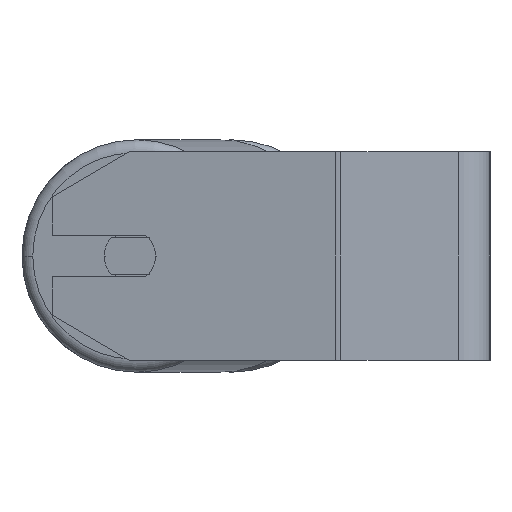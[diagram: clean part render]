
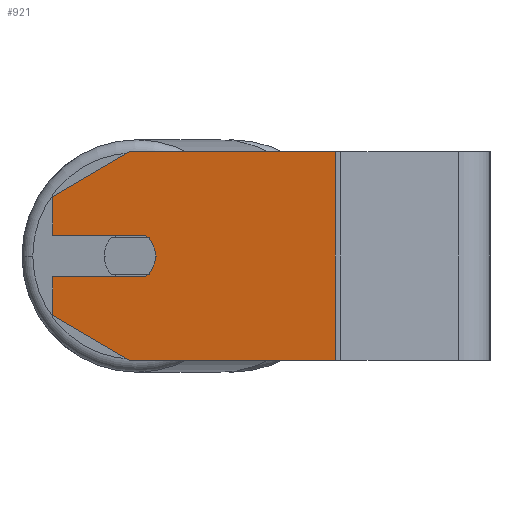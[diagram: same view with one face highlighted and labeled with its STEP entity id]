
A CAD part, left-side view. The second image highlights one B-rep face of the part: STEP entity #921.
In plain terms, the highlighted planar face has unit normal (-0.985, 0.174, 0).
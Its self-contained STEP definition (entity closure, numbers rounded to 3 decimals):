
#128 = DIRECTION ( 'NONE',  ( 0.985, -0.174, 0. ) ) ;
#243 = ORIENTED_EDGE ( 'NONE', *, *, #8757, .F. ) ;
#296 = CARTESIAN_POINT ( 'NONE',  ( -325.943, 137.89, -40. ) ) ;
#320 = ORIENTED_EDGE ( 'NONE', *, *, #1529, .T. ) ;
#499 = DIRECTION ( 'NONE',  ( 0., 0., -1. ) ) ;
#504 = LINE ( 'NONE', #4479, #1517 ) ;
#627 = LINE ( 'NONE', #8722, #2435 ) ;
#665 = AXIS2_PLACEMENT_3D ( 'NONE', #3497, #2095, #6020 ) ;
#695 = DIRECTION ( 'NONE',  ( -0.174, -0.985, 0. ) ) ;
#739 = DIRECTION ( 'NONE',  ( -0.174, -0.985, 0. ) ) ;
#756 = ORIENTED_EDGE ( 'NONE', *, *, #4925, .T. ) ;
#872 = VERTEX_POINT ( 'NONE', #4104 ) ;
#888 = CARTESIAN_POINT ( 'NONE',  ( -320.734, 167.434, 40. ) ) ;
#921 = ADVANCED_FACE ( 'NONE', ( #8672 ), #4815, .F. ) ;
#1114 = DIRECTION ( 'NONE',  ( 0., 0., -1. ) ) ;
#1204 = LINE ( 'NONE', #7159, #6604 ) ;
#1401 = CARTESIAN_POINT ( 'NONE',  ( -327.68, 128.042, 0. ) ) ;
#1478 = DIRECTION ( 'NONE',  ( 0., 0., -1. ) ) ;
#1517 = VECTOR ( 'NONE', #7268, 1000. ) ;
#1529 = EDGE_CURVE ( 'NONE', #7185, #7625, #504, .T. ) ;
#1582 = EDGE_CURVE ( 'NONE', #6487, #1785, #8287, .T. ) ;
#1616 = EDGE_CURVE ( 'NONE', #8372, #7185, #5412, .T. ) ;
#1785 = VERTEX_POINT ( 'NONE', #2313 ) ;
#1814 = VECTOR ( 'NONE', #8052, 1000. ) ;
#1866 = DIRECTION ( 'NONE',  ( 0.15, 0.853, -0.5 ) ) ;
#1977 = EDGE_CURVE ( 'NONE', #8089, #6487, #6169, .T. ) ;
#2000 = EDGE_CURVE ( 'NONE', #1785, #4146, #3486, .T. ) ;
#2016 = CARTESIAN_POINT ( 'NONE',  ( -320.734, 167.434, 40. ) ) ;
#2087 = AXIS2_PLACEMENT_3D ( 'NONE', #3402, #3442, #4017 ) ;
#2095 = DIRECTION ( 'NONE',  ( -0.985, 0.174, 0. ) ) ;
#2144 = CARTESIAN_POINT ( 'NONE',  ( -320.734, 167.434, -8. ) ) ;
#2219 = EDGE_CURVE ( 'NONE', #2398, #7222, #7290, .T. ) ;
#2221 = DIRECTION ( 'NONE',  ( -0.174, -0.985, 0. ) ) ;
#2313 = CARTESIAN_POINT ( 'NONE',  ( -326.985, 131.981, 8. ) ) ;
#2398 = VERTEX_POINT ( 'NONE', #6670 ) ;
#2435 = VECTOR ( 'NONE', #2221, 1000. ) ;
#2717 = ORIENTED_EDGE ( 'NONE', *, *, #2000, .F. ) ;
#2733 = CARTESIAN_POINT ( 'NONE',  ( -320.734, 167.434, 22.679 ) ) ;
#2745 = CARTESIAN_POINT ( 'NONE',  ( -326.985, 131.981, 8. ) ) ;
#2774 = CARTESIAN_POINT ( 'NONE',  ( -320.734, 167.434, -22.679 ) ) ;
#3088 = ORIENTED_EDGE ( 'NONE', *, *, #5064, .F. ) ;
#3183 = CARTESIAN_POINT ( 'NONE',  ( -320.734, 167.434, 22.679 ) ) ;
#3402 = CARTESIAN_POINT ( 'NONE',  ( -325.943, 137.89, 0. ) ) ;
#3437 = EDGE_CURVE ( 'NONE', #7222, #4146, #1204, .T. ) ;
#3442 = DIRECTION ( 'NONE',  ( -0.985, 0.174, 0. ) ) ;
#3486 = LINE ( 'NONE', #2745, #1814 ) ;
#3497 = CARTESIAN_POINT ( 'NONE',  ( -325.943, 137.89, 0. ) ) ;
#3513 = VECTOR ( 'NONE', #695, 1000. ) ;
#3580 = CARTESIAN_POINT ( 'NONE',  ( -320.734, 167.434, 8. ) ) ;
#3920 = EDGE_CURVE ( 'NONE', #872, #8228, #6421, .T. ) ;
#4017 = DIRECTION ( 'NONE',  ( -0.174, -0.985, 0. ) ) ;
#4052 = VECTOR ( 'NONE', #1478, 1000. ) ;
#4088 = LINE ( 'NONE', #6792, #4508 ) ;
#4104 = CARTESIAN_POINT ( 'NONE',  ( -339.818, 59.205, 40. ) ) ;
#4146 = VERTEX_POINT ( 'NONE', #3580 ) ;
#4320 = ORIENTED_EDGE ( 'NONE', *, *, #3920, .F. ) ;
#4479 = CARTESIAN_POINT ( 'NONE',  ( -325.943, 137.89, -40. ) ) ;
#4508 = VECTOR ( 'NONE', #739, 1000. ) ;
#4815 = PLANE ( 'NONE',  #7432 ) ;
#4925 = EDGE_CURVE ( 'NONE', #7625, #8228, #6747, .T. ) ;
#4945 = DIRECTION ( 'NONE',  ( 0.174, 0.985, 0. ) ) ;
#5064 = EDGE_CURVE ( 'NONE', #8372, #8089, #4088, .T. ) ;
#5412 = LINE ( 'NONE', #2016, #4052 ) ;
#5478 = VECTOR ( 'NONE', #499, 1000. ) ;
#5685 = CARTESIAN_POINT ( 'NONE',  ( -326.985, 131.981, -8. ) ) ;
#5852 = CARTESIAN_POINT ( 'NONE',  ( -339.818, 59.205, 40. ) ) ;
#6020 = DIRECTION ( 'NONE',  ( -0.174, -0.985, 0. ) ) ;
#6169 = CIRCLE ( 'NONE', #2087, 10. ) ;
#6421 = LINE ( 'NONE', #5852, #5478 ) ;
#6487 = VERTEX_POINT ( 'NONE', #1401 ) ;
#6575 = CARTESIAN_POINT ( 'NONE',  ( -320.734, 167.434, -40. ) ) ;
#6604 = VECTOR ( 'NONE', #1114, 1000. ) ;
#6670 = CARTESIAN_POINT ( 'NONE',  ( -325.943, 137.89, 40. ) ) ;
#6747 = LINE ( 'NONE', #6575, #3513 ) ;
#6792 = CARTESIAN_POINT ( 'NONE',  ( -326.985, 131.981, -8. ) ) ;
#6973 = EDGE_LOOP ( 'NONE', ( #7848, #3088, #8205, #320, #756, #4320, #243, #8683, #8365, #2717, #8545 ) ) ;
#7159 = CARTESIAN_POINT ( 'NONE',  ( -320.734, 167.434, 40. ) ) ;
#7185 = VERTEX_POINT ( 'NONE', #2774 ) ;
#7190 = CARTESIAN_POINT ( 'NONE',  ( -339.818, 59.205, -40. ) ) ;
#7222 = VERTEX_POINT ( 'NONE', #2733 ) ;
#7268 = DIRECTION ( 'NONE',  ( -0.15, -0.853, -0.5 ) ) ;
#7290 = LINE ( 'NONE', #3183, #7885 ) ;
#7432 = AXIS2_PLACEMENT_3D ( 'NONE', #888, #128, #4945 ) ;
#7625 = VERTEX_POINT ( 'NONE', #296 ) ;
#7848 = ORIENTED_EDGE ( 'NONE', *, *, #1977, .F. ) ;
#7885 = VECTOR ( 'NONE', #1866, 1000. ) ;
#8052 = DIRECTION ( 'NONE',  ( 0.174, 0.985, 0. ) ) ;
#8089 = VERTEX_POINT ( 'NONE', #5685 ) ;
#8205 = ORIENTED_EDGE ( 'NONE', *, *, #1616, .T. ) ;
#8228 = VERTEX_POINT ( 'NONE', #7190 ) ;
#8287 = CIRCLE ( 'NONE', #665, 10. ) ;
#8365 = ORIENTED_EDGE ( 'NONE', *, *, #3437, .T. ) ;
#8372 = VERTEX_POINT ( 'NONE', #2144 ) ;
#8545 = ORIENTED_EDGE ( 'NONE', *, *, #1582, .F. ) ;
#8672 = FACE_OUTER_BOUND ( 'NONE', #6973, .T. ) ;
#8683 = ORIENTED_EDGE ( 'NONE', *, *, #2219, .T. ) ;
#8722 = CARTESIAN_POINT ( 'NONE',  ( -320.734, 167.434, 40. ) ) ;
#8757 = EDGE_CURVE ( 'NONE', #2398, #872, #627, .T. ) ;
